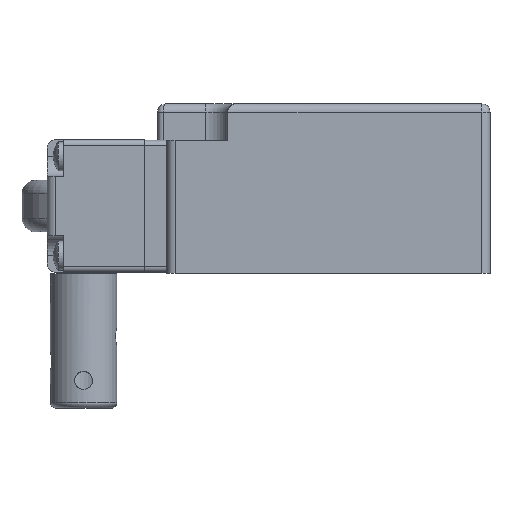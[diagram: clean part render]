
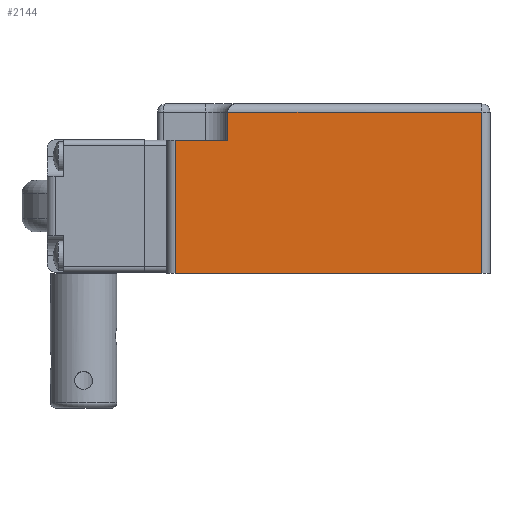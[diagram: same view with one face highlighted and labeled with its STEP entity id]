
A CAD part, left-side view. The second image highlights one B-rep face of the part: STEP entity #2144.
In plain terms, the highlighted planar face has unit normal (-1, 0, 0).
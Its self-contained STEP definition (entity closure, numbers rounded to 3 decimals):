
#84=PLANE('',#2335);
#157=FACE_OUTER_BOUND('',#294,.T.);
#294=EDGE_LOOP('',(#1553,#1554,#1555,#1556,#1557,#1558));
#435=LINE('',#3242,#628);
#479=LINE('',#3373,#672);
#480=LINE('',#3374,#673);
#481=LINE('',#3376,#674);
#482=LINE('',#3378,#675);
#483=LINE('',#3379,#676);
#628=VECTOR('',#2577,1000.);
#672=VECTOR('',#2687,1000.);
#673=VECTOR('',#2688,1000.);
#674=VECTOR('',#2689,1000.);
#675=VECTOR('',#2690,1000.);
#676=VECTOR('',#2691,1000.);
#936=VERTEX_POINT('',#3239);
#937=VERTEX_POINT('',#3241);
#990=VERTEX_POINT('',#3371);
#991=VERTEX_POINT('',#3372);
#992=VERTEX_POINT('',#3375);
#993=VERTEX_POINT('',#3377);
#1147=EDGE_CURVE('',#937,#936,#435,.T.);
#1211=EDGE_CURVE('',#990,#991,#479,.T.);
#1212=EDGE_CURVE('',#990,#937,#480,.T.);
#1213=EDGE_CURVE('',#936,#992,#481,.T.);
#1214=EDGE_CURVE('',#992,#993,#482,.T.);
#1215=EDGE_CURVE('',#991,#993,#483,.T.);
#1553=ORIENTED_EDGE('',*,*,#1211,.F.);
#1554=ORIENTED_EDGE('',*,*,#1212,.T.);
#1555=ORIENTED_EDGE('',*,*,#1147,.T.);
#1556=ORIENTED_EDGE('',*,*,#1213,.T.);
#1557=ORIENTED_EDGE('',*,*,#1214,.T.);
#1558=ORIENTED_EDGE('',*,*,#1215,.F.);
#2144=ADVANCED_FACE('',(#157),#84,.F.);
#2335=AXIS2_PLACEMENT_3D('',#3370,#2685,#2686);
#2577=DIRECTION('',(0.,-1.,0.));
#2685=DIRECTION('center_axis',(1.,0.,0.));
#2686=DIRECTION('ref_axis',(0.,0.,-1.));
#2687=DIRECTION('',(0.,-1.,0.));
#2688=DIRECTION('',(0.,0.,-1.));
#2689=DIRECTION('',(0.,0.,1.));
#2690=DIRECTION('',(0.,1.,0.));
#2691=DIRECTION('',(0.,0.,1.));
#3239=CARTESIAN_POINT('',(-15.4,-50.,-12.2));
#3241=CARTESIAN_POINT('',(-15.4,5.5,-12.2));
#3242=CARTESIAN_POINT('',(-15.4,-51.5,-12.2));
#3370=CARTESIAN_POINT('Origin',(-15.4,-51.5,18.5));
#3371=CARTESIAN_POINT('',(-15.4,5.5,11.9));
#3372=CARTESIAN_POINT('',(-15.4,-4.,11.9));
#3373=CARTESIAN_POINT('',(-15.4,7.,11.9));
#3374=CARTESIAN_POINT('',(-15.4,5.5,18.5));
#3375=CARTESIAN_POINT('',(-15.4,-50.,17.));
#3376=CARTESIAN_POINT('',(-15.4,-50.,18.5));
#3377=CARTESIAN_POINT('',(-15.4,-4.,17.));
#3378=CARTESIAN_POINT('',(-15.4,-51.5,17.));
#3379=CARTESIAN_POINT('',(-15.4,-4.,11.9));
